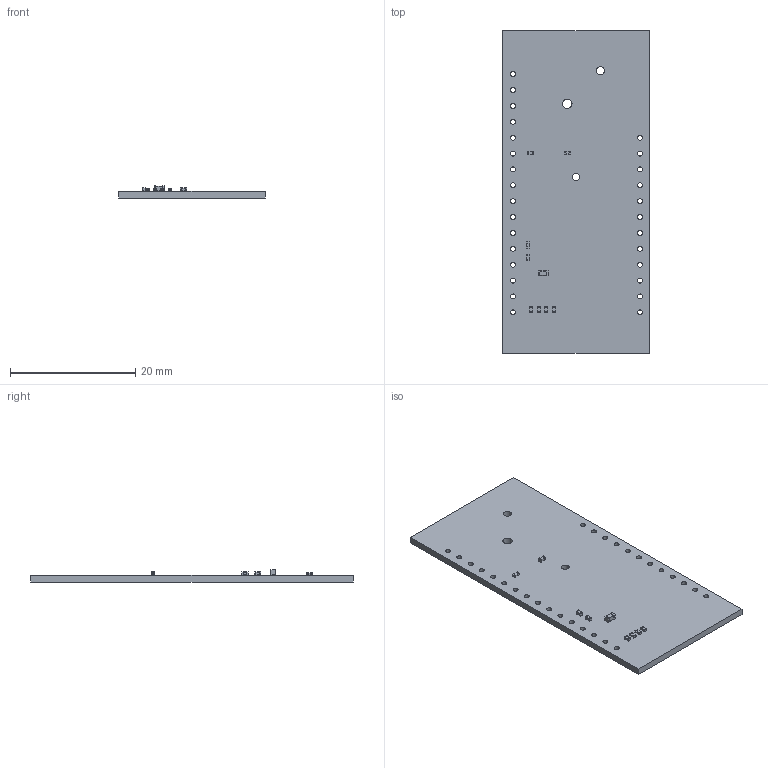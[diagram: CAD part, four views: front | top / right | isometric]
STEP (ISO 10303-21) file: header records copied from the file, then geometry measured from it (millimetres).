
FILE_DESCRIPTION(('KiCad electronic assembly'),'2;1');
FILE_NAME('ATGM332D GPS Feather.step','2023-08-14T14:47:01',('Pcbnew'),( 'Kicad'),'Open CASCADE STEP processor 7.6','KiCad to STEP converter' ,'Unknown');
FILE_SCHEMA(('AUTOMOTIVE_DESIGN { 1 0 10303 214 1 1 1 1 }'));
Length unit declared in the file: millimetre
Products named in the file (8): ATGM332D GPS Feather 1; R_0402_1005Metric; SOLID; C_0603_1608Metric; C_0402_1005Metric; ATGM332D GPS Feather PCB
Assembly tree (13 placements, depth 3):
  ATGM332D GPS Feather 1
    R_0402_1005Metric  x5
      SOLID
    C_0603_1608Metric
      SOLID
    C_0402_1005Metric  x3
      SOLID
    ATGM332D GPS Feather PCB
Bounding box: 23.5 x 51.6 x 1.92 mm (x, y, z)
Volume: 1280.3 mm3; surface area: 2661.9 mm2
Topology: 10 solids, 10 shells, 279 faces, 733 edges, 482 vertices
Faces by surface type: plane 160, cylinder 119
Full cylindrical faces by diameter (mm): 0.8 x28, 1.2 x1, 1.3 x1, 1.5 x1
Entity records: 9050 total; most frequent: CARTESIAN_POINT 1858, DIRECTION 1249, LINE 699, VECTOR 699, ORIENTED_EDGE 634, PCURVE 634, DEFINITIONAL_REPRESENTATION 634, EDGE_CURVE 317
